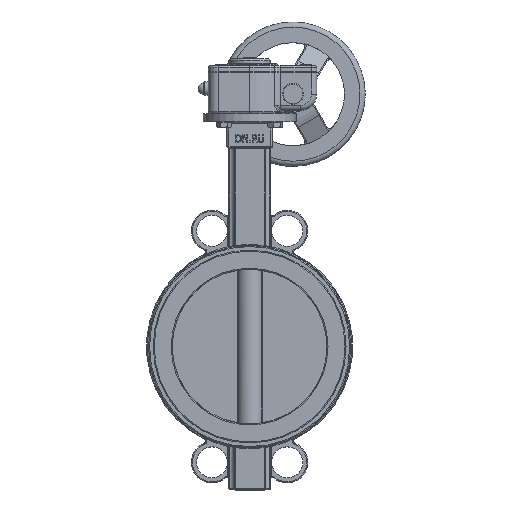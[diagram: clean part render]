
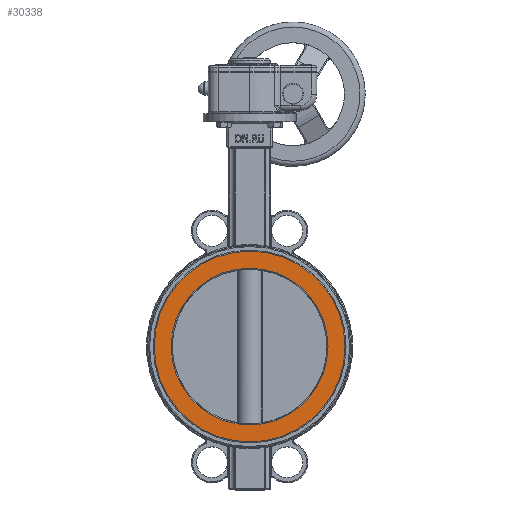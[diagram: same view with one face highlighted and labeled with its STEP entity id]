
A CAD part, top view. The second image highlights one B-rep face of the part: STEP entity #30338.
In plain terms, the highlighted planar face has unit normal (0, 0, 1).
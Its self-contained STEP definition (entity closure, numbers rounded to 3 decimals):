
#192=FACE_BOUND('',#4470,.T.);
#1665=PLANE('',#32614);
#2556=FACE_OUTER_BOUND('',#4469,.T.);
#4469=EDGE_LOOP('',(#19465));
#4470=EDGE_LOOP('',(#19466));
#10195=CIRCLE('',#32612,76.);
#10197=CIRCLE('',#32615,92.5);
#11937=VERTEX_POINT('',#46262);
#11938=VERTEX_POINT('',#46266);
#14719=EDGE_CURVE('',#11937,#11937,#10195,.T.);
#14721=EDGE_CURVE('',#11938,#11938,#10197,.T.);
#19465=ORIENTED_EDGE('',*,*,#14721,.F.);
#19466=ORIENTED_EDGE('',*,*,#14719,.F.);
#30338=ADVANCED_FACE('',(#2556,#192),#1665,.T.);
#32612=AXIS2_PLACEMENT_3D('',#46263,#36317,#36318);
#32614=AXIS2_PLACEMENT_3D('',#46265,#36321,#36322);
#32615=AXIS2_PLACEMENT_3D('',#46267,#36323,#36324);
#36317=DIRECTION('center_axis',(0.,0.,1.));
#36318=DIRECTION('ref_axis',(-1.,0.,0.));
#36321=DIRECTION('center_axis',(0.,0.,1.));
#36322=DIRECTION('ref_axis',(1.,0.,0.));
#36323=DIRECTION('center_axis',(0.,0.,-1.));
#36324=DIRECTION('ref_axis',(-1.,0.,0.));
#46262=CARTESIAN_POINT('',(76.,0.,30.));
#46263=CARTESIAN_POINT('Origin',(0.,0.,30.));
#46265=CARTESIAN_POINT('Origin',(0.,0.,30.));
#46266=CARTESIAN_POINT('',(-92.5,0.,30.));
#46267=CARTESIAN_POINT('Origin',(0.,0.,30.));
